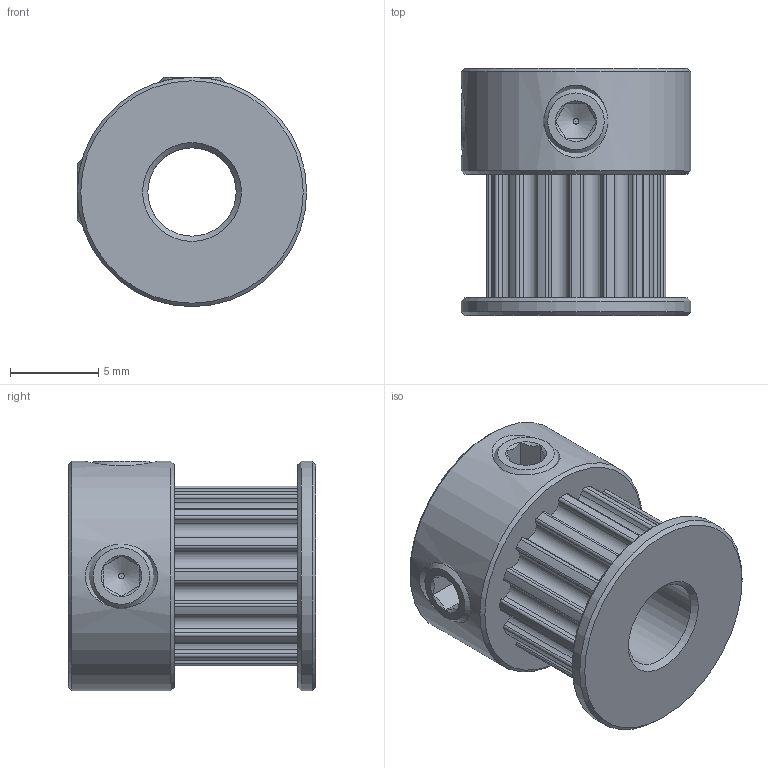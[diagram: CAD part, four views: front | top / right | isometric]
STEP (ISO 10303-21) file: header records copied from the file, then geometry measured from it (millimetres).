
FILE_DESCRIPTION(('FreeCAD Model'),'2;1');
FILE_NAME('Open CASCADE Shape Model','2022-03-16T22:18:08',(''),(''), 'Open CASCADE STEP processor 7.5','FreeCAD','Unknown');
FILE_SCHEMA(('AUTOMOTIVE_DESIGN { 1 0 10303 214 1 1 1 1 }'));
Length unit declared in the file: millimetre
Products named in the file (3): Pulley 16 Tooth 6mm; GT2_Pulley_16T_6mm; M4x4-Screw001
Assembly tree (3 placements, depth 2):
  Pulley 16 Tooth 6mm
    GT2_Pulley_16T_6mm
    M4x4-Screw001  x2
Bounding box: 13 x 14 x 13 mm (x, y, z)
Volume: 1146.8 mm3; surface area: 1349.6 mm2
Topology: 3 solids, 3 shells, 151 faces, 427 edges, 283 vertices
Faces by surface type: cylinder 103, cone 26, plane 20, sphere 2
Full cylindrical faces by diameter (mm): 3.3 x2, 4.04 x2, 5 x1, 13 x2
Entity records: 5202 total; most frequent: CARTESIAN_POINT 1312, DIRECTION 916, ORIENTED_EDGE 782, AXIS2_PLACEMENT_3D 398, EDGE_CURVE 391, VERTEX_POINT 265, CIRCLE 250, FACE_BOUND 140
